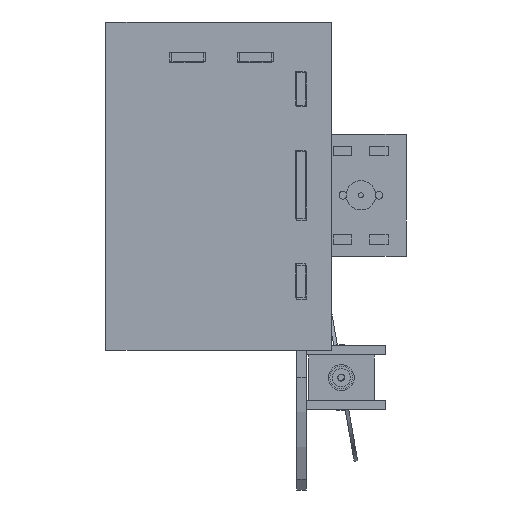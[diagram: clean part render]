
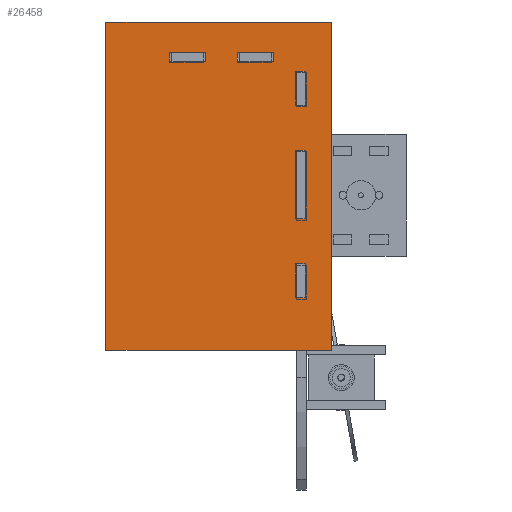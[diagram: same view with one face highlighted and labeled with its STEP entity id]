
A CAD part, front view. The second image highlights one B-rep face of the part: STEP entity #26458.
In plain terms, the highlighted planar face has unit normal (0, -1, 0).
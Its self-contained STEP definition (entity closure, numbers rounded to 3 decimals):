
#492=FACE_BOUND('',#3322,.T.);
#493=FACE_BOUND('',#3323,.T.);
#494=FACE_BOUND('',#3324,.T.);
#495=FACE_BOUND('',#3325,.T.);
#496=FACE_BOUND('',#3326,.T.);
#1923=FACE_OUTER_BOUND('',#3321,.T.);
#3321=EDGE_LOOP('',(#23717,#23718,#23719,#23720));
#3322=EDGE_LOOP('',(#23721,#23722,#23723,#23724));
#3323=EDGE_LOOP('',(#23725,#23726,#23727,#23728));
#3324=EDGE_LOOP('',(#23729,#23730,#23731,#23732));
#3325=EDGE_LOOP('',(#23733,#23734,#23735,#23736));
#3326=EDGE_LOOP('',(#23737,#23738,#23739,#23740));
#6690=LINE('',#42636,#10197);
#6694=LINE('',#42644,#10201);
#6697=LINE('',#42650,#10204);
#6700=LINE('',#42655,#10207);
#6702=LINE('',#42660,#10209);
#6706=LINE('',#42668,#10213);
#6709=LINE('',#42674,#10216);
#6712=LINE('',#42679,#10219);
#6714=LINE('',#42684,#10221);
#6718=LINE('',#42692,#10225);
#6721=LINE('',#42698,#10228);
#6724=LINE('',#42703,#10231);
#6726=LINE('',#42708,#10233);
#6730=LINE('',#42716,#10237);
#6733=LINE('',#42722,#10240);
#6736=LINE('',#42727,#10243);
#6738=LINE('',#42732,#10245);
#6742=LINE('',#42740,#10249);
#6745=LINE('',#42746,#10252);
#6748=LINE('',#42751,#10255);
#6750=LINE('',#42756,#10257);
#6754=LINE('',#42764,#10261);
#6757=LINE('',#42770,#10264);
#6760=LINE('',#42775,#10267);
#10197=VECTOR('',#34068,10.);
#10201=VECTOR('',#34074,10.);
#10204=VECTOR('',#34079,10.);
#10207=VECTOR('',#34084,10.);
#10209=VECTOR('',#34088,10.);
#10213=VECTOR('',#34094,10.);
#10216=VECTOR('',#34099,10.);
#10219=VECTOR('',#34104,10.);
#10221=VECTOR('',#34108,10.);
#10225=VECTOR('',#34114,10.);
#10228=VECTOR('',#34119,10.);
#10231=VECTOR('',#34124,10.);
#10233=VECTOR('',#34128,10.);
#10237=VECTOR('',#34134,10.);
#10240=VECTOR('',#34139,10.);
#10243=VECTOR('',#34144,10.);
#10245=VECTOR('',#34148,10.);
#10249=VECTOR('',#34154,10.);
#10252=VECTOR('',#34159,10.);
#10255=VECTOR('',#34164,10.);
#10257=VECTOR('',#34168,10.);
#10261=VECTOR('',#34174,10.);
#10264=VECTOR('',#34179,10.);
#10267=VECTOR('',#34184,10.);
#12738=VERTEX_POINT('',#42634);
#12739=VERTEX_POINT('',#42635);
#12742=VERTEX_POINT('',#42643);
#12744=VERTEX_POINT('',#42649);
#12746=VERTEX_POINT('',#42658);
#12747=VERTEX_POINT('',#42659);
#12750=VERTEX_POINT('',#42667);
#12752=VERTEX_POINT('',#42673);
#12754=VERTEX_POINT('',#42682);
#12755=VERTEX_POINT('',#42683);
#12758=VERTEX_POINT('',#42691);
#12760=VERTEX_POINT('',#42697);
#12762=VERTEX_POINT('',#42706);
#12763=VERTEX_POINT('',#42707);
#12766=VERTEX_POINT('',#42715);
#12768=VERTEX_POINT('',#42721);
#12770=VERTEX_POINT('',#42730);
#12771=VERTEX_POINT('',#42731);
#12774=VERTEX_POINT('',#42739);
#12776=VERTEX_POINT('',#42745);
#12778=VERTEX_POINT('',#42754);
#12779=VERTEX_POINT('',#42755);
#12782=VERTEX_POINT('',#42763);
#12784=VERTEX_POINT('',#42769);
#16382=EDGE_CURVE('',#12738,#12739,#6690,.T.);
#16386=EDGE_CURVE('',#12742,#12738,#6694,.T.);
#16389=EDGE_CURVE('',#12744,#12742,#6697,.T.);
#16392=EDGE_CURVE('',#12739,#12744,#6700,.T.);
#16394=EDGE_CURVE('',#12746,#12747,#6702,.T.);
#16398=EDGE_CURVE('',#12750,#12746,#6706,.T.);
#16401=EDGE_CURVE('',#12752,#12750,#6709,.T.);
#16404=EDGE_CURVE('',#12747,#12752,#6712,.T.);
#16406=EDGE_CURVE('',#12754,#12755,#6714,.T.);
#16410=EDGE_CURVE('',#12758,#12754,#6718,.T.);
#16413=EDGE_CURVE('',#12760,#12758,#6721,.T.);
#16416=EDGE_CURVE('',#12755,#12760,#6724,.T.);
#16418=EDGE_CURVE('',#12762,#12763,#6726,.T.);
#16422=EDGE_CURVE('',#12766,#12762,#6730,.T.);
#16425=EDGE_CURVE('',#12768,#12766,#6733,.T.);
#16428=EDGE_CURVE('',#12763,#12768,#6736,.T.);
#16430=EDGE_CURVE('',#12770,#12771,#6738,.T.);
#16434=EDGE_CURVE('',#12774,#12770,#6742,.T.);
#16437=EDGE_CURVE('',#12776,#12774,#6745,.T.);
#16440=EDGE_CURVE('',#12771,#12776,#6748,.T.);
#16442=EDGE_CURVE('',#12778,#12779,#6750,.T.);
#16446=EDGE_CURVE('',#12779,#12782,#6754,.T.);
#16449=EDGE_CURVE('',#12782,#12784,#6757,.T.);
#16452=EDGE_CURVE('',#12784,#12778,#6760,.T.);
#23717=ORIENTED_EDGE('',*,*,#16452,.T.);
#23718=ORIENTED_EDGE('',*,*,#16442,.T.);
#23719=ORIENTED_EDGE('',*,*,#16446,.T.);
#23720=ORIENTED_EDGE('',*,*,#16449,.T.);
#23721=ORIENTED_EDGE('',*,*,#16440,.F.);
#23722=ORIENTED_EDGE('',*,*,#16430,.F.);
#23723=ORIENTED_EDGE('',*,*,#16434,.F.);
#23724=ORIENTED_EDGE('',*,*,#16437,.F.);
#23725=ORIENTED_EDGE('',*,*,#16428,.F.);
#23726=ORIENTED_EDGE('',*,*,#16418,.F.);
#23727=ORIENTED_EDGE('',*,*,#16422,.F.);
#23728=ORIENTED_EDGE('',*,*,#16425,.F.);
#23729=ORIENTED_EDGE('',*,*,#16416,.F.);
#23730=ORIENTED_EDGE('',*,*,#16406,.F.);
#23731=ORIENTED_EDGE('',*,*,#16410,.F.);
#23732=ORIENTED_EDGE('',*,*,#16413,.F.);
#23733=ORIENTED_EDGE('',*,*,#16404,.F.);
#23734=ORIENTED_EDGE('',*,*,#16394,.F.);
#23735=ORIENTED_EDGE('',*,*,#16398,.F.);
#23736=ORIENTED_EDGE('',*,*,#16401,.F.);
#23737=ORIENTED_EDGE('',*,*,#16392,.F.);
#23738=ORIENTED_EDGE('',*,*,#16382,.F.);
#23739=ORIENTED_EDGE('',*,*,#16386,.F.);
#23740=ORIENTED_EDGE('',*,*,#16389,.F.);
#25172=PLANE('',#28073);
#26458=ADVANCED_FACE('',(#1923,#492,#493,#494,#495,#496),#25172,.F.);
#28073=AXIS2_PLACEMENT_3D('',#42778,#34188,#34189);
#34068=DIRECTION('',(0.,0.,1.));
#34074=DIRECTION('',(1.,0.,0.));
#34079=DIRECTION('',(0.,0.,-1.));
#34084=DIRECTION('',(-1.,0.,0.));
#34088=DIRECTION('',(0.,0.,1.));
#34094=DIRECTION('',(1.,0.,0.));
#34099=DIRECTION('',(0.,0.,-1.));
#34104=DIRECTION('',(-1.,0.,0.));
#34108=DIRECTION('',(0.,0.,1.));
#34114=DIRECTION('',(1.,0.,0.));
#34119=DIRECTION('',(0.,0.,-1.));
#34124=DIRECTION('',(-1.,0.,0.));
#34128=DIRECTION('',(1.,0.,0.));
#34134=DIRECTION('',(0.,0.,-1.));
#34139=DIRECTION('',(-1.,0.,0.));
#34144=DIRECTION('',(0.,0.,1.));
#34148=DIRECTION('',(0.,0.,-1.));
#34154=DIRECTION('',(-1.,0.,0.));
#34159=DIRECTION('',(0.,0.,1.));
#34164=DIRECTION('',(1.,0.,0.));
#34168=DIRECTION('',(0.,0.,1.));
#34174=DIRECTION('',(-1.,0.,0.));
#34179=DIRECTION('',(0.,0.,-1.));
#34184=DIRECTION('',(1.,0.,0.));
#34188=DIRECTION('center_axis',(0.,1.,0.));
#34189=DIRECTION('ref_axis',(1.,0.,0.));
#42634=CARTESIAN_POINT('',(28.2,0.,-25.));
#42635=CARTESIAN_POINT('',(28.2,0.,-10.));
#42636=CARTESIAN_POINT('',(28.2,0.,-25.));
#42643=CARTESIAN_POINT('',(24.,0.,-25.));
#42644=CARTESIAN_POINT('',(24.,0.,-25.));
#42649=CARTESIAN_POINT('',(24.,0.,-10.));
#42650=CARTESIAN_POINT('',(24.,0.,-10.));
#42655=CARTESIAN_POINT('',(28.2,0.,-10.));
#42658=CARTESIAN_POINT('',(28.2,0.,10.));
#42659=CARTESIAN_POINT('',(28.2,0.,40.247));
#42660=CARTESIAN_POINT('',(28.2,0.,10.));
#42667=CARTESIAN_POINT('',(24.,0.,10.));
#42668=CARTESIAN_POINT('',(24.,0.,10.));
#42673=CARTESIAN_POINT('',(24.,0.,40.247));
#42674=CARTESIAN_POINT('',(24.,0.,40.247));
#42679=CARTESIAN_POINT('',(28.2,0.,40.247));
#42682=CARTESIAN_POINT('',(28.2,0.,60.247));
#42683=CARTESIAN_POINT('',(28.2,0.,75.247));
#42684=CARTESIAN_POINT('',(28.2,0.,60.247));
#42691=CARTESIAN_POINT('',(24.,0.,60.247));
#42692=CARTESIAN_POINT('',(24.,0.,60.247));
#42697=CARTESIAN_POINT('',(24.,0.,75.247));
#42698=CARTESIAN_POINT('',(24.,0.,75.247));
#42703=CARTESIAN_POINT('',(28.2,0.,75.247));
#42706=CARTESIAN_POINT('',(-1.8,0.,79.247));
#42707=CARTESIAN_POINT('',(13.2,0.,79.247));
#42708=CARTESIAN_POINT('',(13.2,0.,79.247));
#42715=CARTESIAN_POINT('',(-1.8,0.,83.447));
#42716=CARTESIAN_POINT('',(-1.8,0.,79.247));
#42721=CARTESIAN_POINT('',(13.2,0.,83.447));
#42722=CARTESIAN_POINT('',(-1.8,0.,83.447));
#42727=CARTESIAN_POINT('',(13.2,0.,83.447));
#42730=CARTESIAN_POINT('',(-31.8,0.,83.447));
#42731=CARTESIAN_POINT('',(-31.8,0.,79.247));
#42732=CARTESIAN_POINT('',(-31.8,0.,83.447));
#42739=CARTESIAN_POINT('',(-16.8,0.,83.447));
#42740=CARTESIAN_POINT('',(-16.8,0.,83.447));
#42745=CARTESIAN_POINT('',(-16.8,0.,79.247));
#42746=CARTESIAN_POINT('',(-16.8,0.,79.247));
#42751=CARTESIAN_POINT('',(-31.8,0.,79.247));
#42754=CARTESIAN_POINT('',(40.,0.,-48.302));
#42755=CARTESIAN_POINT('',(40.,0.,97.053));
#42756=CARTESIAN_POINT('',(40.,0.,-48.302));
#42763=CARTESIAN_POINT('',(-60.,0.,97.053));
#42764=CARTESIAN_POINT('',(40.,0.,97.053));
#42769=CARTESIAN_POINT('',(-60.,0.,-48.302));
#42770=CARTESIAN_POINT('',(-60.,0.,97.053));
#42775=CARTESIAN_POINT('',(-60.,0.,-48.302));
#42778=CARTESIAN_POINT('Origin',(-10.,0.,24.375));
